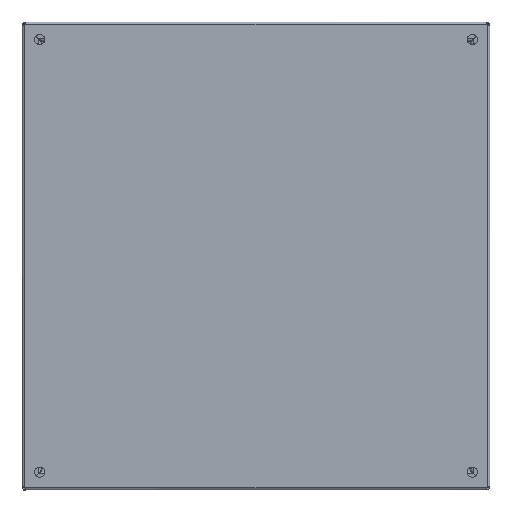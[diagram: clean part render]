
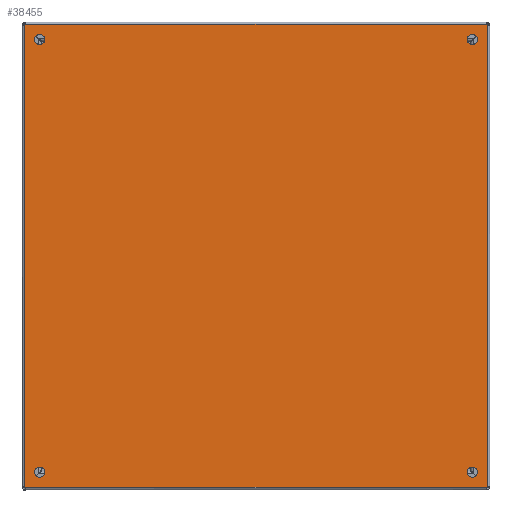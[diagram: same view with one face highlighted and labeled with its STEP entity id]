
A CAD part, top view. The second image highlights one B-rep face of the part: STEP entity #38455.
In plain terms, the highlighted planar face has unit normal (0, 0, 1).
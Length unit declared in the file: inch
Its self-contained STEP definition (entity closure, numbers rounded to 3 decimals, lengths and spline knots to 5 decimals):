
#31 = EDGE_CURVE ( 'NONE', #44838, #27010, #79950, .T. ) ;
#603 = VERTEX_POINT ( 'NONE', #34844 ) ;
#2329 = ORIENTED_EDGE ( 'NONE', *, *, #15376, .T. ) ;
#2368 = DIRECTION ( 'NONE',  ( 0., 0., -1. ) ) ;
#2890 = CARTESIAN_POINT ( 'NONE',  ( -0.01975, 9.875, 8.9175 ) ) ;
#3118 = DIRECTION ( 'NONE',  ( -1., 0., 0. ) ) ;
#3393 = AXIS2_PLACEMENT_3D ( 'NONE', #72154, #2368, #65500 ) ;
#3467 = EDGE_CURVE ( 'NONE', #603, #42456, #75998, .T. ) ;
#3665 = CARTESIAN_POINT ( 'NONE',  ( 19.75777, 19.76975, 8.9175 ) ) ;
#4691 = CARTESIAN_POINT ( 'NONE',  ( 0.40625, 0.625, 8.9175 ) ) ;
#6415 = CARTESIAN_POINT ( 'NONE',  ( 19.76975, 9.875, 8.9175 ) ) ;
#6760 = CIRCLE ( 'NONE', #19823, 0.07 ) ;
#6819 = DIRECTION ( 'NONE',  ( 1., 0., 0. ) ) ;
#8502 = LINE ( 'NONE', #6415, #68880 ) ;
#10347 = ORIENTED_EDGE ( 'NONE', *, *, #77096, .T. ) ;
#10603 = DIRECTION ( 'NONE',  ( 0., 0., -1. ) ) ;
#11442 = CIRCLE ( 'NONE', #17438, 0.21875 ) ;
#12540 = CARTESIAN_POINT ( 'NONE',  ( -0.00777, -0.01975, 8.9175 ) ) ;
#13522 = CARTESIAN_POINT ( 'NONE',  ( -0.01975, 19.75777, 8.9175 ) ) ;
#15376 = EDGE_CURVE ( 'NONE', #44838, #57289, #53753, .T. ) ;
#16417 = FACE_BOUND ( 'NONE', #26319, .T. ) ;
#16577 = CARTESIAN_POINT ( 'NONE',  ( 19.75777, -0.01975, 8.9175 ) ) ;
#16932 = DIRECTION ( 'NONE',  ( 0., 0., -1. ) ) ;
#17438 = AXIS2_PLACEMENT_3D ( 'NONE', #67885, #25241, #69542 ) ;
#19823 = AXIS2_PLACEMENT_3D ( 'NONE', #42191, #16932, #42462 ) ;
#20117 = EDGE_CURVE ( 'NONE', #80868, #80868, #11442, .T. ) ;
#22237 = VERTEX_POINT ( 'NONE', #61136 ) ;
#24187 = VERTEX_POINT ( 'NONE', #4691 ) ;
#25241 = DIRECTION ( 'NONE',  ( 0., 0., -1. ) ) ;
#25891 = ORIENTED_EDGE ( 'NONE', *, *, #46400, .F. ) ;
#26319 = EDGE_LOOP ( 'NONE', ( #50671 ) ) ;
#27010 = VERTEX_POINT ( 'NONE', #13522 ) ;
#27537 = VECTOR ( 'NONE', #32433, 39.37008 ) ;
#28087 = DIRECTION ( 'NONE',  ( 1., 0., 0. ) ) ;
#29327 = CARTESIAN_POINT ( 'NONE',  ( 18.90625, 0.625, 8.9175 ) ) ;
#31408 = ORIENTED_EDGE ( 'NONE', *, *, #66381, .T. ) ;
#32073 = EDGE_LOOP ( 'NONE', ( #10347 ) ) ;
#32173 = DIRECTION ( 'NONE',  ( 0., -1., 0. ) ) ;
#32433 = DIRECTION ( 'NONE',  ( -1., 0., 0. ) ) ;
#33916 = DIRECTION ( 'NONE',  ( -1., 0., 0. ) ) ;
#34427 = CARTESIAN_POINT ( 'NONE',  ( 9.875, 19.76975, 8.9175 ) ) ;
#34678 = CARTESIAN_POINT ( 'NONE',  ( 9.875, 9.875, 8.9175 ) ) ;
#34724 = CARTESIAN_POINT ( 'NONE',  ( 0.625, 0.625, 8.9175 ) ) ;
#34844 = CARTESIAN_POINT ( 'NONE',  ( 19.76975, 19.75777, 8.9175 ) ) ;
#35274 = CARTESIAN_POINT ( 'NONE',  ( 19.76975, -0.00777, 8.9175 ) ) ;
#36852 = CARTESIAN_POINT ( 'NONE',  ( 19.125, 0.625, 8.9175 ) ) ;
#37566 = ORIENTED_EDGE ( 'NONE', *, *, #31, .F. ) ;
#38280 = AXIS2_PLACEMENT_3D ( 'NONE', #34678, #10603, #3118 ) ;
#38455 = ADVANCED_FACE ( 'NONE', ( #68981, #66989, #50130, #16417, #47109 ), #60666, .F. ) ;
#40049 = CARTESIAN_POINT ( 'NONE',  ( 19.125, 19.125, 8.9175 ) ) ;
#40889 = DIRECTION ( 'NONE',  ( 0., 0., -1. ) ) ;
#41011 = EDGE_CURVE ( 'NONE', #80214, #27010, #6760, .T. ) ;
#41032 = CARTESIAN_POINT ( 'NONE',  ( 0.40625, 19.125, 8.9175 ) ) ;
#41050 = LINE ( 'NONE', #34427, #60825 ) ;
#41544 = CARTESIAN_POINT ( 'NONE',  ( -0.06289, -0.06289, 8.9175 ) ) ;
#42191 = CARTESIAN_POINT ( 'NONE',  ( -0.06289, 19.81289, 8.9175 ) ) ;
#42456 = VERTEX_POINT ( 'NONE', #3665 ) ;
#42462 = DIRECTION ( 'NONE',  ( 1., 0., 0. ) ) ;
#43328 = CIRCLE ( 'NONE', #78286, 0.21875 ) ;
#43570 = VERTEX_POINT ( 'NONE', #16577 ) ;
#44689 = EDGE_LOOP ( 'NONE', ( #53070, #25891, #53416, #51382, #49676, #37566, #2329, #73507 ) ) ;
#44838 = VERTEX_POINT ( 'NONE', #54945 ) ;
#45701 = CIRCLE ( 'NONE', #58603, 0.21875 ) ;
#45711 = ORIENTED_EDGE ( 'NONE', *, *, #20117, .T. ) ;
#46400 = EDGE_CURVE ( 'NONE', #603, #51867, #8502, .T. ) ;
#46459 = DIRECTION ( 'NONE',  ( -1., 0., 0. ) ) ;
#47109 = FACE_OUTER_BOUND ( 'NONE', #44689, .T. ) ;
#49667 = AXIS2_PLACEMENT_3D ( 'NONE', #56634, #64134, #6819 ) ;
#49676 = ORIENTED_EDGE ( 'NONE', *, *, #41011, .T. ) ;
#50130 = FACE_BOUND ( 'NONE', #32073, .T. ) ;
#50671 = ORIENTED_EDGE ( 'NONE', *, *, #67606, .T. ) ;
#51382 = ORIENTED_EDGE ( 'NONE', *, *, #78416, .F. ) ;
#51867 = VERTEX_POINT ( 'NONE', #35274 ) ;
#53070 = ORIENTED_EDGE ( 'NONE', *, *, #60771, .T. ) ;
#53416 = ORIENTED_EDGE ( 'NONE', *, *, #3467, .T. ) ;
#53528 = DIRECTION ( 'NONE',  ( 0., 0., -1. ) ) ;
#53753 = CIRCLE ( 'NONE', #72188, 0.07 ) ;
#54584 = CIRCLE ( 'NONE', #57363, 0.21875 ) ;
#54926 = VERTEX_POINT ( 'NONE', #29327 ) ;
#54945 = CARTESIAN_POINT ( 'NONE',  ( -0.01975, -0.00777, 8.9175 ) ) ;
#55089 = DIRECTION ( 'NONE',  ( 1., 0., 0. ) ) ;
#55365 = DIRECTION ( 'NONE',  ( 0., 0., -1. ) ) ;
#56634 = CARTESIAN_POINT ( 'NONE',  ( 19.81289, 19.81289, 8.9175 ) ) ;
#56984 = EDGE_LOOP ( 'NONE', ( #31408 ) ) ;
#57289 = VERTEX_POINT ( 'NONE', #12540 ) ;
#57363 = AXIS2_PLACEMENT_3D ( 'NONE', #34724, #53528, #33916 ) ;
#58603 = AXIS2_PLACEMENT_3D ( 'NONE', #40049, #40889, #46459 ) ;
#59895 = DIRECTION ( 'NONE',  ( 0., 1., 0. ) ) ;
#60621 = DIRECTION ( 'NONE',  ( 0., 0., -1. ) ) ;
#60666 = PLANE ( 'NONE',  #38280 ) ;
#60771 = EDGE_CURVE ( 'NONE', #43570, #51867, #76077, .T. ) ;
#60825 = VECTOR ( 'NONE', #28087, 39.37008 ) ;
#61136 = CARTESIAN_POINT ( 'NONE',  ( 18.90625, 19.125, 8.9175 ) ) ;
#64134 = DIRECTION ( 'NONE',  ( 0., 0., -1. ) ) ;
#64207 = EDGE_CURVE ( 'NONE', #43570, #57289, #77150, .T. ) ;
#65500 = DIRECTION ( 'NONE',  ( 1., 0., 0. ) ) ;
#66381 = EDGE_CURVE ( 'NONE', #22237, #22237, #45701, .T. ) ;
#66989 = FACE_BOUND ( 'NONE', #56984, .T. ) ;
#67028 = EDGE_LOOP ( 'NONE', ( #45711 ) ) ;
#67606 = EDGE_CURVE ( 'NONE', #54926, #54926, #43328, .T. ) ;
#67885 = CARTESIAN_POINT ( 'NONE',  ( 0.625, 19.125, 8.9175 ) ) ;
#68880 = VECTOR ( 'NONE', #32173, 39.37008 ) ;
#68981 = FACE_BOUND ( 'NONE', #67028, .T. ) ;
#69542 = DIRECTION ( 'NONE',  ( -1., 0., 0. ) ) ;
#70346 = CARTESIAN_POINT ( 'NONE',  ( 9.875, -0.01975, 8.9175 ) ) ;
#72154 = CARTESIAN_POINT ( 'NONE',  ( 19.81289, -0.06289, 8.9175 ) ) ;
#72188 = AXIS2_PLACEMENT_3D ( 'NONE', #41544, #60621, #55089 ) ;
#73507 = ORIENTED_EDGE ( 'NONE', *, *, #64207, .F. ) ;
#73662 = CARTESIAN_POINT ( 'NONE',  ( -0.00777, 19.76975, 8.9175 ) ) ;
#74514 = DIRECTION ( 'NONE',  ( -1., 0., 0. ) ) ;
#75034 = VECTOR ( 'NONE', #59895, 39.37008 ) ;
#75998 = CIRCLE ( 'NONE', #49667, 0.07 ) ;
#76077 = CIRCLE ( 'NONE', #3393, 0.07 ) ;
#77096 = EDGE_CURVE ( 'NONE', #24187, #24187, #54584, .T. ) ;
#77150 = LINE ( 'NONE', #70346, #27537 ) ;
#78286 = AXIS2_PLACEMENT_3D ( 'NONE', #36852, #55365, #74514 ) ;
#78416 = EDGE_CURVE ( 'NONE', #80214, #42456, #41050, .T. ) ;
#79950 = LINE ( 'NONE', #2890, #75034 ) ;
#80214 = VERTEX_POINT ( 'NONE', #73662 ) ;
#80868 = VERTEX_POINT ( 'NONE', #41032 ) ;
